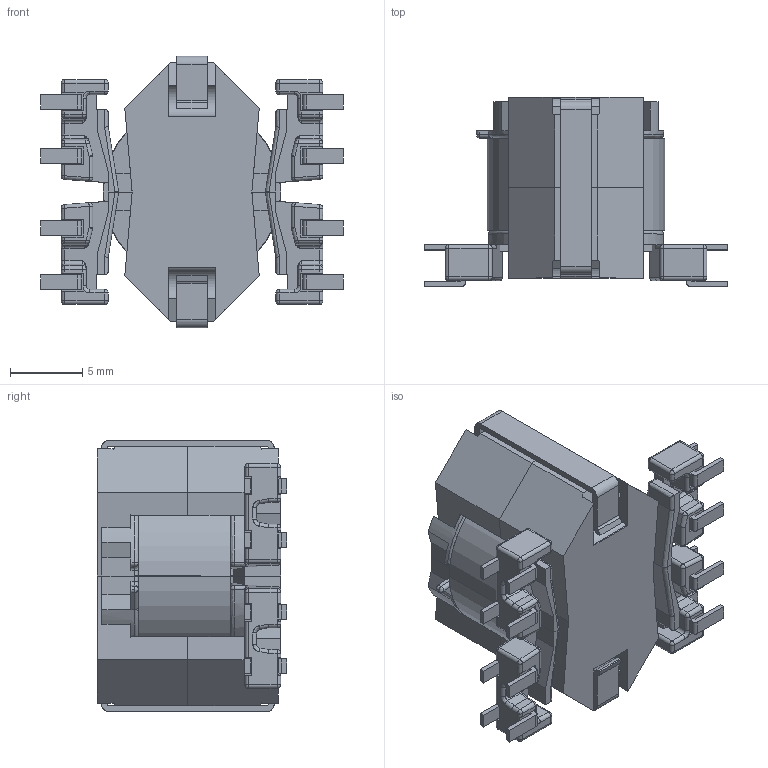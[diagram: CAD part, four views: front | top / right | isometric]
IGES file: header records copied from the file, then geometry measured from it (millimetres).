
Start section: SolidWorks IGES file using analytic representation for surfaces
Global section: file name: RM6_5657_0195.IGS; native system: SolidWorks 2017; preprocessor: SolidWorks 2017; author: tisha.pedersen; date: 190201.083927; units: millimetre
Bounding box: 21 x 13.13 x 18.81 mm (x, y, z)
Surface area: 3524.3 mm2 (no closed solid volume)
Topology: 0 solids, 0 shells, 807 faces, 5592 edges, 5544 vertices
Faces by surface type: bspline 463, revolution 344
